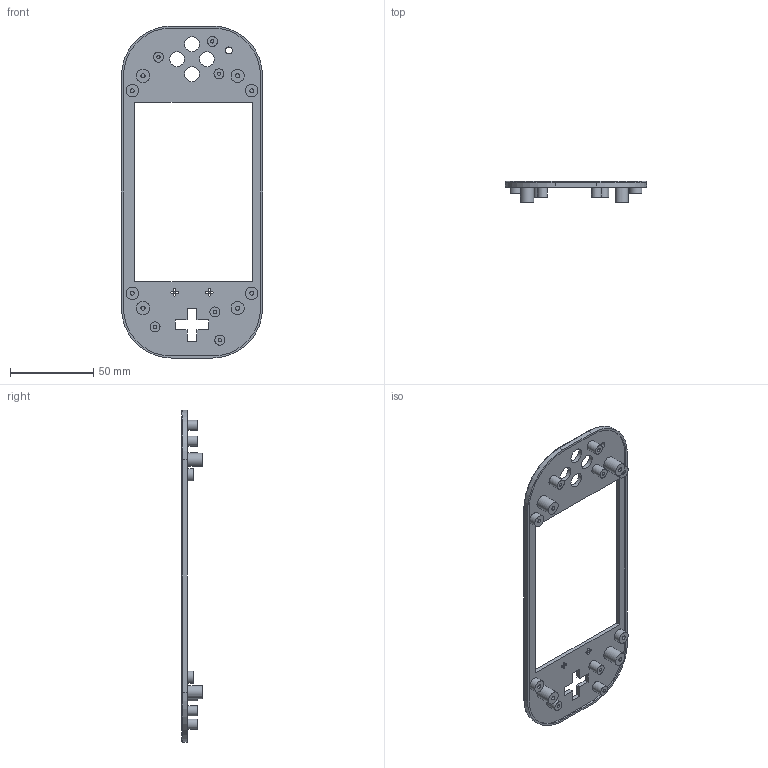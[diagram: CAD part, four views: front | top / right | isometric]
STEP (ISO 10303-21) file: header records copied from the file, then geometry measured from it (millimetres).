
FILE_DESCRIPTION(/* description */ (''),/* implementation_level */ '2;1');
FILE_NAME(/* name */ 'Partie Haute.stp',/* time_stamp */ '2018-06-12T10:52:06+02:00',/* author */ ('dimercur'),/* organization */ (''),/* preprocessor_version */ 'ST-DEVELOPER v16.1',/* originating_system */ 'Autodesk Inventor 2016',/* authorisation */ '');
FILE_SCHEMA (('AUTOMOTIVE_DESIGN { 1 0 10303 214 3 1 1 }'));
Length unit declared in the file: millimetre
Products named in the file (1): Partie Haute
Bounding box: 85 x 12.5 x 200 mm (x, y, z)
Volume: 24372.4 mm3; surface area: 22814.9 mm2
Topology: 1 solids, 1 shells, 112 faces, 235 edges, 154 vertices
Faces by surface type: plane 55, cylinder 53, torus 4
Full cylindrical faces by diameter (mm): 1.5 x8, 2 x6, 2.4 x4, 2.5 x4, 4.2 x1, 6 x6, 7.5 x4, 8 x4, 9 x4
Entity records: 2904 total; most frequent: DIRECTION 530, CARTESIAN_POINT 461, ORIENTED_EDGE 388, AXIS2_PLACEMENT_3D 223, EDGE_LOOP 212, EDGE_CURVE 194, VERTEX_POINT 154, FACE_OUTER_BOUND 112
